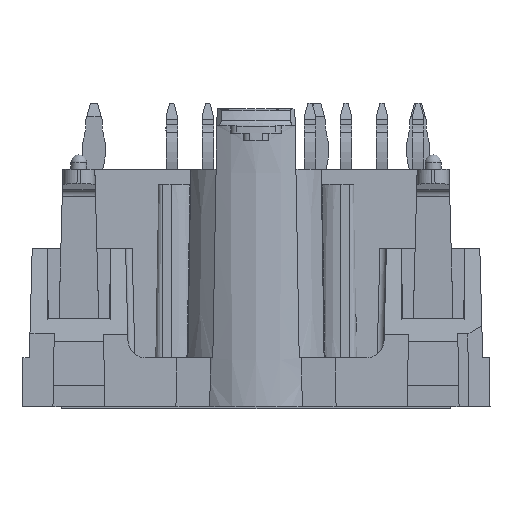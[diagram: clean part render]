
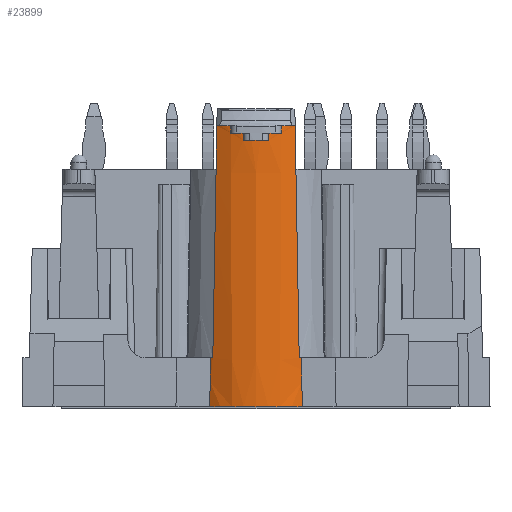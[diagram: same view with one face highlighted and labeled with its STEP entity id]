
A CAD part, left-side view. The second image highlights one B-rep face of the part: STEP entity #23899.
In plain terms, the highlighted conical face has half-angle 0.356 degrees and reference radius 5.5 mm.
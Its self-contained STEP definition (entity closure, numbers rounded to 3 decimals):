
#379=CIRCLE('',#24868,5.6);
#380=CIRCLE('',#24871,5.597);
#381=CIRCLE('',#24874,5.594);
#382=CIRCLE('',#24877,5.597);
#383=CIRCLE('',#24880,5.6);
#419=CIRCLE('',#24958,5.5);
#421=CIRCLE('',#24961,5.5);
#425=CIRCLE('',#25036,5.479);
#846=B_SPLINE_CURVE_WITH_KNOTS('',3,(#32297,#32298,#32299,#32300,#32301,
#32302,#32303),.UNSPECIFIED.,.F.,.F.,(4,3,4),(0.002,0.002,
0.002),.UNSPECIFIED.);
#847=B_SPLINE_CURVE_WITH_KNOTS('',3,(#32311,#32312,#32313,#32314,#32315,
#32316,#32317),.UNSPECIFIED.,.F.,.F.,(4,3,4),(0.002,0.002,
0.002),.UNSPECIFIED.);
#848=B_SPLINE_CURVE_WITH_KNOTS('',3,(#32325,#32326,#32327,#32328,#32329,
#32330,#32331),.UNSPECIFIED.,.F.,.F.,(4,3,4),(0.002,0.002,
0.002),.UNSPECIFIED.);
#849=B_SPLINE_CURVE_WITH_KNOTS('',3,(#32339,#32340,#32341,#32342,#32343,
#32344,#32345),.UNSPECIFIED.,.F.,.F.,(4,3,4),(0.002,0.002,
0.002),.UNSPECIFIED.);
#889=CONICAL_SURFACE('',#25035,5.5,0.006);
#916=ELLIPSE('',#24866,430.867,7.027);
#917=ELLIPSE('',#24882,430.867,7.027);
#960=ELLIPSE('',#25034,255.779,4.172);
#961=ELLIPSE('',#25037,255.779,4.172);
#1750=ORIENTED_EDGE('',*,*,#6725,.F.);
#1751=ORIENTED_EDGE('',*,*,#6726,.F.);
#1752=ORIENTED_EDGE('',*,*,#6631,.T.);
#1753=ORIENTED_EDGE('',*,*,#6545,.F.);
#1754=ORIENTED_EDGE('',*,*,#6543,.T.);
#1755=ORIENTED_EDGE('',*,*,#6541,.T.);
#1756=ORIENTED_EDGE('',*,*,#6539,.T.);
#1757=ORIENTED_EDGE('',*,*,#6537,.T.);
#1758=ORIENTED_EDGE('',*,*,#6535,.T.);
#1759=ORIENTED_EDGE('',*,*,#6533,.T.);
#1760=ORIENTED_EDGE('',*,*,#6531,.T.);
#1761=ORIENTED_EDGE('',*,*,#6529,.T.);
#1762=ORIENTED_EDGE('',*,*,#6527,.T.);
#1763=ORIENTED_EDGE('',*,*,#6525,.F.);
#1764=ORIENTED_EDGE('',*,*,#6629,.T.);
#1765=ORIENTED_EDGE('',*,*,#6723,.T.);
#6525=EDGE_CURVE('',#9106,#9107,#916,.F.);
#6527=EDGE_CURVE('',#9108,#9107,#379,.T.);
#6529=EDGE_CURVE('',#9109,#9108,#846,.T.);
#6531=EDGE_CURVE('',#9110,#9109,#380,.T.);
#6533=EDGE_CURVE('',#9111,#9110,#847,.T.);
#6535=EDGE_CURVE('',#9112,#9111,#381,.T.);
#6537=EDGE_CURVE('',#9113,#9112,#848,.T.);
#6539=EDGE_CURVE('',#9114,#9113,#382,.T.);
#6541=EDGE_CURVE('',#9115,#9114,#849,.T.);
#6543=EDGE_CURVE('',#9116,#9115,#383,.T.);
#6545=EDGE_CURVE('',#9116,#9117,#917,.F.);
#6629=EDGE_CURVE('',#9106,#9160,#419,.T.);
#6631=EDGE_CURVE('',#9161,#9117,#421,.T.);
#6723=EDGE_CURVE('',#9160,#9226,#960,.F.);
#6725=EDGE_CURVE('',#9227,#9226,#425,.F.);
#6726=EDGE_CURVE('',#9161,#9227,#961,.T.);
#9106=VERTEX_POINT('',#32288);
#9107=VERTEX_POINT('',#32290);
#9108=VERTEX_POINT('',#32294);
#9109=VERTEX_POINT('',#32304);
#9110=VERTEX_POINT('',#32308);
#9111=VERTEX_POINT('',#32318);
#9112=VERTEX_POINT('',#32322);
#9113=VERTEX_POINT('',#32332);
#9114=VERTEX_POINT('',#32336);
#9115=VERTEX_POINT('',#32346);
#9116=VERTEX_POINT('',#32350);
#9117=VERTEX_POINT('',#32354);
#9160=VERTEX_POINT('',#32522);
#9161=VERTEX_POINT('',#32526);
#9226=VERTEX_POINT('',#32714);
#9227=VERTEX_POINT('',#32719);
#14618=EDGE_LOOP('',(#1750,#1751,#1752,#1753,#1754,#1755,#1756,#1757,#1758,
#1759,#1760,#1761,#1762,#1763,#1764,#1765));
#15636=FACE_BOUND('',#14618,.T.);
#23899=ADVANCED_FACE('',(#15636),#889,.T.);
#24866=AXIS2_PLACEMENT_3D('',#32289,#26727,#26728);
#24868=AXIS2_PLACEMENT_3D('',#32293,#26732,#26733);
#24871=AXIS2_PLACEMENT_3D('',#32307,#26740,#26741);
#24874=AXIS2_PLACEMENT_3D('',#32321,#26748,#26749);
#24877=AXIS2_PLACEMENT_3D('',#32335,#26756,#26757);
#24880=AXIS2_PLACEMENT_3D('',#32349,#26764,#26765);
#24882=AXIS2_PLACEMENT_3D('',#32353,#26769,#26770);
#24958=AXIS2_PLACEMENT_3D('',#32523,#26963,#26964);
#24961=AXIS2_PLACEMENT_3D('',#32527,#26969,#26970);
#25034=AXIS2_PLACEMENT_3D('',#32715,#27165,#27166);
#25035=AXIS2_PLACEMENT_3D('',#32717,#27168,#27169);
#25036=AXIS2_PLACEMENT_3D('',#32718,#27170,#27171);
#25037=AXIS2_PLACEMENT_3D('',#32720,#27172,#27173);
#26727=DIRECTION('',(0.,-1.,-0.017));
#26728=DIRECTION('',(0.,-0.017,1.));
#26732=DIRECTION('',(0.,0.,-1.));
#26733=DIRECTION('',(-1.,0.,0.));
#26740=DIRECTION('',(0.,0.,-1.));
#26741=DIRECTION('',(-1.,0.,0.));
#26748=DIRECTION('',(0.,0.,-1.));
#26749=DIRECTION('',(-1.,0.,0.));
#26756=DIRECTION('',(0.,0.,-1.));
#26757=DIRECTION('',(-1.,0.,0.));
#26764=DIRECTION('',(0.,0.,-1.));
#26765=DIRECTION('',(-1.,0.,0.));
#26769=DIRECTION('',(0.,1.,-0.017));
#26770=DIRECTION('',(0.,0.017,1.));
#26963=DIRECTION('',(0.,0.,-1.));
#26964=DIRECTION('',(-1.,0.,0.));
#26969=DIRECTION('',(0.,0.,-1.));
#26970=DIRECTION('',(-1.,0.,0.));
#27165=DIRECTION('',(1.,0.,0.017));
#27166=DIRECTION('',(-0.017,0.,1.));
#27168=DIRECTION('',(0.,0.,1.));
#27169=DIRECTION('',(-1.,0.,0.));
#27170=DIRECTION('',(0.,0.,1.));
#27171=DIRECTION('',(1.,0.,0.));
#27172=DIRECTION('',(1.,0.,0.017));
#27173=DIRECTION('',(-0.017,0.,1.));
#32288=CARTESIAN_POINT('',(-32.11,3.,3.4));
#32289=CARTESIAN_POINT('',(-27.5,-2.676,328.565));
#32290=CARTESIAN_POINT('',(-32.396,2.719,19.5));
#32293=CARTESIAN_POINT('',(-27.5,0.,19.5));
#32294=CARTESIAN_POINT('',(-32.82,1.75,19.5));
#32297=CARTESIAN_POINT('',(-32.816,1.75,19.));
#32298=CARTESIAN_POINT('',(-32.817,1.75,19.05));
#32299=CARTESIAN_POINT('',(-32.817,1.75,19.1));
#32300=CARTESIAN_POINT('',(-32.817,1.75,19.15));
#32301=CARTESIAN_POINT('',(-32.818,1.75,19.267));
#32302=CARTESIAN_POINT('',(-32.819,1.75,19.383));
#32303=CARTESIAN_POINT('',(-32.82,1.75,19.5));
#32304=CARTESIAN_POINT('',(-32.816,1.75,19.));
#32307=CARTESIAN_POINT('',(-27.5,0.,19.));
#32308=CARTESIAN_POINT('',(-33.024,0.9,19.));
#32311=CARTESIAN_POINT('',(-33.021,0.9,18.5));
#32312=CARTESIAN_POINT('',(-33.021,0.9,18.542));
#32313=CARTESIAN_POINT('',(-33.021,0.9,18.583));
#32314=CARTESIAN_POINT('',(-33.022,0.9,18.625));
#32315=CARTESIAN_POINT('',(-33.022,0.9,18.75));
#32316=CARTESIAN_POINT('',(-33.023,0.9,18.875));
#32317=CARTESIAN_POINT('',(-33.024,0.9,19.));
#32318=CARTESIAN_POINT('',(-33.021,0.9,18.5));
#32321=CARTESIAN_POINT('',(-27.5,0.,18.5));
#32322=CARTESIAN_POINT('',(-33.021,-0.9,18.5));
#32325=CARTESIAN_POINT('',(-33.024,-0.9,19.));
#32326=CARTESIAN_POINT('',(-33.023,-0.9,18.875));
#32327=CARTESIAN_POINT('',(-33.022,-0.9,18.75));
#32328=CARTESIAN_POINT('',(-33.022,-0.9,18.625));
#32329=CARTESIAN_POINT('',(-33.021,-0.9,18.583));
#32330=CARTESIAN_POINT('',(-33.021,-0.9,18.542));
#32331=CARTESIAN_POINT('',(-33.021,-0.9,18.5));
#32332=CARTESIAN_POINT('',(-33.024,-0.9,19.));
#32335=CARTESIAN_POINT('',(-27.5,0.,19.));
#32336=CARTESIAN_POINT('',(-32.816,-1.75,19.));
#32339=CARTESIAN_POINT('',(-32.82,-1.75,19.5));
#32340=CARTESIAN_POINT('',(-32.819,-1.75,19.383));
#32341=CARTESIAN_POINT('',(-32.818,-1.75,19.267));
#32342=CARTESIAN_POINT('',(-32.817,-1.75,19.15));
#32343=CARTESIAN_POINT('',(-32.817,-1.75,19.1));
#32344=CARTESIAN_POINT('',(-32.817,-1.75,19.05));
#32345=CARTESIAN_POINT('',(-32.816,-1.75,19.));
#32346=CARTESIAN_POINT('',(-32.82,-1.75,19.5));
#32349=CARTESIAN_POINT('',(-27.5,0.,19.5));
#32350=CARTESIAN_POINT('',(-32.396,-2.719,19.5));
#32353=CARTESIAN_POINT('',(-27.5,2.676,328.565));
#32354=CARTESIAN_POINT('',(-32.11,-3.,3.4));
#32522=CARTESIAN_POINT('',(-32.,3.162,3.4));
#32523=CARTESIAN_POINT('',(-27.5,0.,3.4));
#32526=CARTESIAN_POINT('',(-32.,-3.162,3.4));
#32527=CARTESIAN_POINT('',(-27.5,0.,3.4));
#32714=CARTESIAN_POINT('',(-31.941,3.209,0.));
#32715=CARTESIAN_POINT('',(-29.088,0.,-163.403));
#32717=CARTESIAN_POINT('',(-27.5,0.,3.4));
#32718=CARTESIAN_POINT('',(-27.5,0.,0.));
#32719=CARTESIAN_POINT('',(-31.941,-3.209,0.));
#32720=CARTESIAN_POINT('',(-29.088,0.,-163.403));
